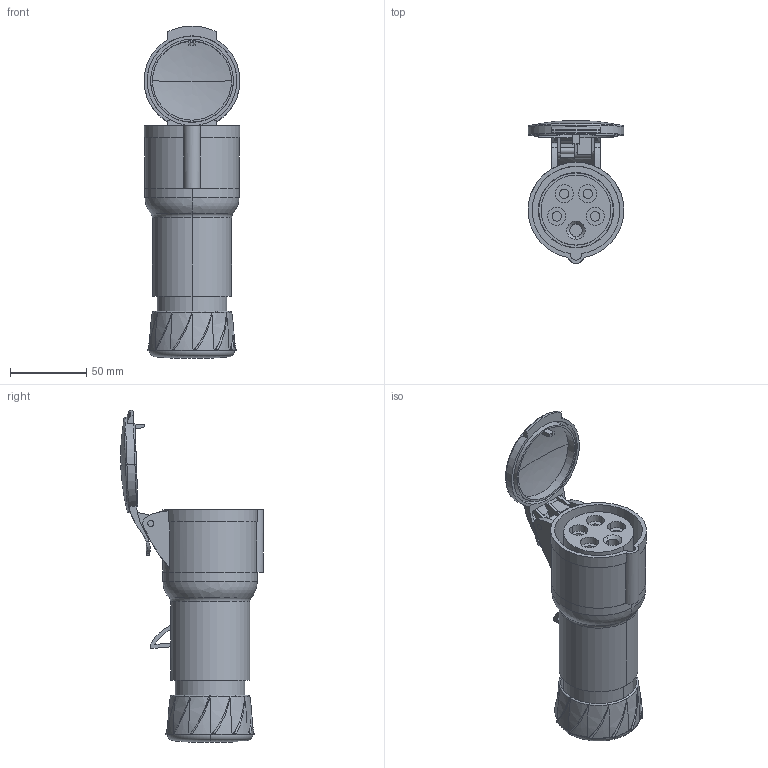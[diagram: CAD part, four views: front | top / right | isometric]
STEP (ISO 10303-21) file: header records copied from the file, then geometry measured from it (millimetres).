
FILE_DESCRIPTION((''),'2;1');
FILE_NAME('PKF16M435_3D-SIMPLIFIED_ASM','2022-10-25T09:21:32',('gines.fernandez'),(''),'CREO PARAMETRIC BY PTC INC, 2018260','CREO PARAMETRIC BY PTC INC, 2018260','');
FILE_SCHEMA(('CONFIG_CONTROL_DESIGN'));
Products named in the file (8): PRT3; PRT2; PRT1; PRT4; PRT5; PRT6; PRT7; PKF16M435_3D-SIMPLIFIED_ASM
Assembly tree (7 placements, depth 2):
  PKF16M435_3D-SIMPLIFIED_ASM
    PRT3
    PRT2
    PRT1
    PRT4
    PRT5
    PRT6
    PRT7
Bounding box: 63 x 93.91 x 218.36 mm (x, y, z)
Volume: 213687.2 mm3; surface area: 106726.7 mm2
Topology: 7 solids, 7 shells, 363 faces, 1003 edges, 679 vertices
Faces by surface type: cylinder 150, plane 114, torus 37, bspline 31, cone 20, extrusion 8, revolution 2, sphere 1
Entity records: 15223 total; most frequent: CARTESIAN_POINT 5810, ORIENTED_EDGE 1998, DIRECTION 1917, EDGE_CURVE 999, AXIS2_PLACEMENT_3D 785, VERTEX_POINT 679, CIRCLE 448, EDGE_LOOP 410
